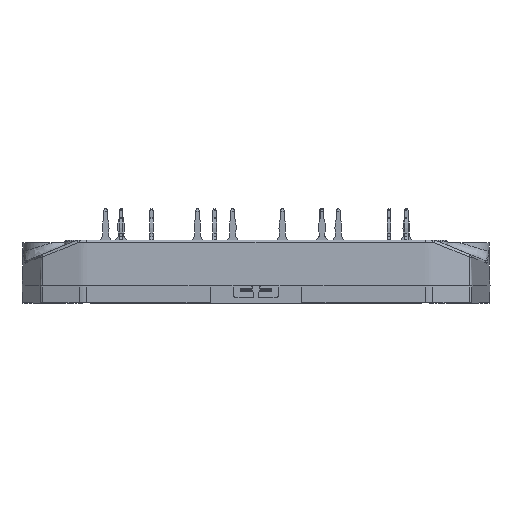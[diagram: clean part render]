
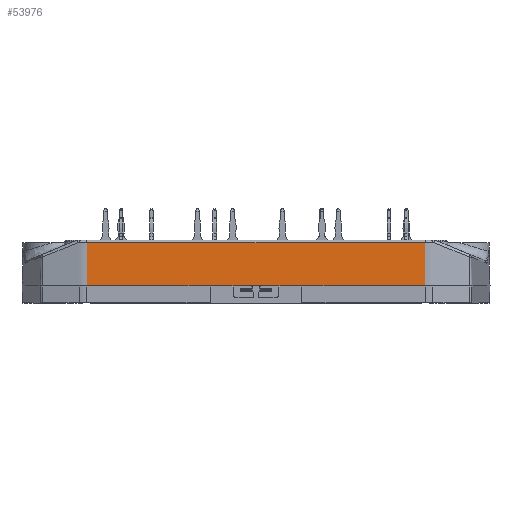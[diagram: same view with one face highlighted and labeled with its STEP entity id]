
A CAD part, front view. The second image highlights one B-rep face of the part: STEP entity #53976.
In plain terms, the highlighted planar face has unit normal (0, -1, 0.026).
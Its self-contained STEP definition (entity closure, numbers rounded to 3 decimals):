
#7675=ORIENTED_EDGE('',*,*,#17719,.F.);
#7676=ORIENTED_EDGE('',*,*,#17720,.T.);
#7677=ORIENTED_EDGE('',*,*,#17400,.F.);
#7678=ORIENTED_EDGE('',*,*,#17721,.F.);
#7679=ORIENTED_EDGE('',*,*,#17722,.T.);
#7680=ORIENTED_EDGE('',*,*,#17723,.T.);
#7681=ORIENTED_EDGE('',*,*,#17706,.T.);
#7682=ORIENTED_EDGE('',*,*,#17724,.F.);
#7683=ORIENTED_EDGE('',*,*,#17700,.T.);
#7684=ORIENTED_EDGE('',*,*,#17249,.F.);
#7685=ORIENTED_EDGE('',*,*,#17693,.F.);
#7686=ORIENTED_EDGE('',*,*,#17387,.F.);
#17249=EDGE_CURVE('',#22471,#22472,#26106,.T.);
#17387=EDGE_CURVE('',#22600,#22601,#26185,.T.);
#17400=EDGE_CURVE('',#22610,#22611,#26193,.T.);
#17693=EDGE_CURVE('',#22601,#22471,#26342,.T.);
#17700=EDGE_CURVE('',#22801,#22472,#26346,.T.);
#17706=EDGE_CURVE('',#22806,#22805,#26349,.T.);
#17719=EDGE_CURVE('',#22817,#22600,#26357,.T.);
#17720=EDGE_CURVE('',#22817,#22611,#26358,.F.);
#17721=EDGE_CURVE('',#22818,#22610,#26359,.F.);
#17722=EDGE_CURVE('',#22818,#22819,#26360,.T.);
#17723=EDGE_CURVE('',#22819,#22806,#26361,.T.);
#17724=EDGE_CURVE('',#22801,#22805,#26362,.T.);
#22471=VERTEX_POINT('',#75023);
#22472=VERTEX_POINT('',#75025);
#22600=VERTEX_POINT('',#75364);
#22601=VERTEX_POINT('',#75366);
#22610=VERTEX_POINT('',#75399);
#22611=VERTEX_POINT('',#75400);
#22801=VERTEX_POINT('',#76554);
#22805=VERTEX_POINT('',#76563);
#22806=VERTEX_POINT('',#76565);
#22817=VERTEX_POINT('',#76674);
#22818=VERTEX_POINT('',#76677);
#22819=VERTEX_POINT('',#76679);
#26106=LINE('',#75024,#29677);
#26185=LINE('',#75365,#29756);
#26193=LINE('',#75398,#29764);
#26342=LINE('',#76541,#29913);
#26346=LINE('',#76553,#29917);
#26349=LINE('',#76564,#29920);
#26357=LINE('',#76673,#29928);
#26358=LINE('',#76675,#29929);
#26359=LINE('',#76676,#29930);
#26360=LINE('',#76678,#29931);
#26361=LINE('',#76680,#29932);
#26362=LINE('',#76681,#29933);
#29677=VECTOR('',#62923,1000.);
#29756=VECTOR('',#63116,1000.);
#29764=VECTOR('',#63140,1000.);
#29913=VECTOR('',#63639,1000.);
#29917=VECTOR('',#63649,1000.);
#29920=VECTOR('',#63658,1000.);
#29928=VECTOR('',#63670,1000.);
#29929=VECTOR('',#63671,1000.);
#29930=VECTOR('',#63672,1000.);
#29931=VECTOR('',#63673,1000.);
#29932=VECTOR('',#63674,1000.);
#29933=VECTOR('',#63675,1000.);
#33059=EDGE_LOOP('',(#7675,#7676,#7677,#7678,#7679,#7680,#7681,#7682,#7683,
#7684,#7685,#7686));
#35362=FACE_BOUND('',#33059,.T.);
#37154=PLANE('',#56943);
#53976=ADVANCED_FACE('',(#35362),#37154,.T.);
#56943=AXIS2_PLACEMENT_3D('',#76672,#63668,#63669);
#62923=DIRECTION('',(-1.,0.,0.));
#63116=DIRECTION('',(-1.,0.,0.));
#63140=DIRECTION('',(1.,0.,0.));
#63639=DIRECTION('',(-1.,0.,0.));
#63649=DIRECTION('',(1.,0.,0.));
#63658=DIRECTION('',(1.,0.,0.));
#63668=DIRECTION('',(0.,-1.,0.026));
#63669=DIRECTION('',(0.,0.026,1.));
#63670=DIRECTION('',(-1.,0.,0.));
#63671=DIRECTION('',(0.006,-0.026,-1.));
#63672=DIRECTION('',(-0.006,-0.026,-1.));
#63673=DIRECTION('',(1.,0.,0.));
#63674=DIRECTION('',(1.,0.,0.));
#63675=DIRECTION('',(-1.,0.,0.));
#75023=CARTESIAN_POINT('',(4.,-30.776,2.02));
#75024=CARTESIAN_POINT('',(-17.961,-30.776,2.02));
#75025=CARTESIAN_POINT('',(0.827,-30.776,2.02));
#75364=CARTESIAN_POINT('',(29.513,-30.776,2.02));
#75365=CARTESIAN_POINT('',(17.961,-30.776,2.02));
#75366=CARTESIAN_POINT('',(8.,-30.776,2.02));
#75398=CARTESIAN_POINT('',(27.533,-30.58,9.533));
#75399=CARTESIAN_POINT('',(-29.469,-30.58,9.533));
#75400=CARTESIAN_POINT('',(29.469,-30.58,9.533));
#76541=CARTESIAN_POINT('',(17.961,-30.776,2.02));
#76553=CARTESIAN_POINT('',(-0.65,-30.776,2.02));
#76554=CARTESIAN_POINT('',(-0.827,-30.776,2.02));
#76563=CARTESIAN_POINT('',(-4.,-30.776,2.02));
#76564=CARTESIAN_POINT('',(-17.961,-30.776,2.02));
#76565=CARTESIAN_POINT('',(-8.,-30.776,2.02));
#76672=CARTESIAN_POINT('',(17.961,-30.776,2.02));
#76673=CARTESIAN_POINT('',(17.961,-30.776,2.02));
#76674=CARTESIAN_POINT('',(29.513,-30.776,2.02));
#76675=CARTESIAN_POINT('',(29.512,-30.775,2.087));
#76676=CARTESIAN_POINT('',(-29.512,-30.775,2.087));
#76677=CARTESIAN_POINT('',(-29.513,-30.776,2.02));
#76678=CARTESIAN_POINT('',(-17.961,-30.776,2.02));
#76679=CARTESIAN_POINT('',(-29.513,-30.776,2.02));
#76680=CARTESIAN_POINT('',(-17.961,-30.776,2.02));
#76681=CARTESIAN_POINT('',(-17.961,-30.776,2.02));
